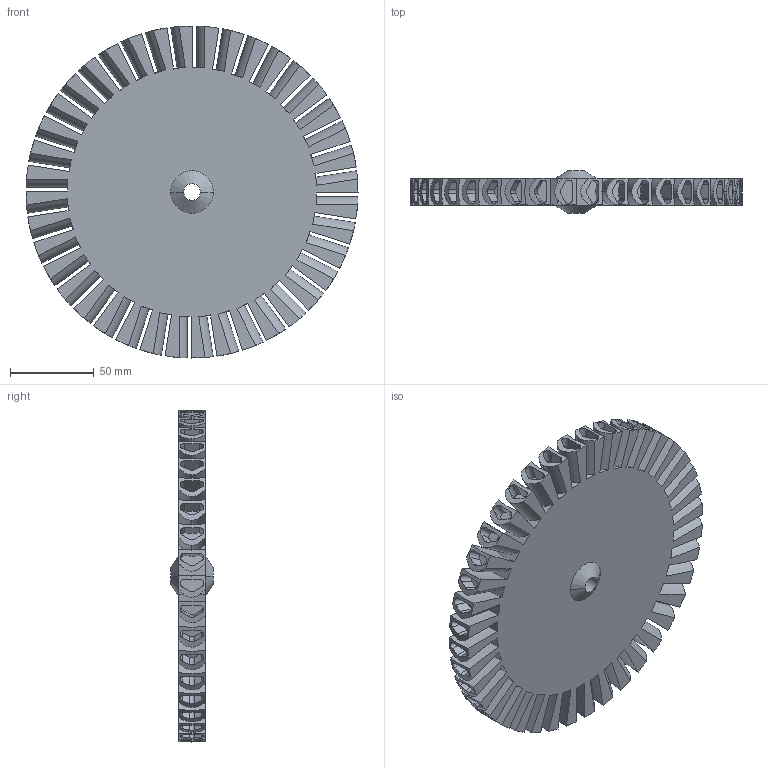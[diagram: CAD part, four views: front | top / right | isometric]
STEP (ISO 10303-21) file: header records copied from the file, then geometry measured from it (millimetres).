
FILE_DESCRIPTION (( 'STEP AP214' ), '1' );
FILE_NAME ('[TP] [Turb] Rotor52.STEP', '2024-05-10T02:40:08', ( '' ), ( '' ), 'SwSTEP 2.0', 'SolidWorks 2023', '' );
FILE_SCHEMA (( 'AUTOMOTIVE_DESIGN' ));
Length unit declared in the file: inch
Products named in the file (1): [TP] [Turb] Rotor52
Bounding box: 198.73 x 25.4 x 198.73 mm (x, y, z)
Volume: 394057.2 mm3; surface area: 107555.7 mm2
Topology: 1 solids, 1 shells, 568 faces, 1652 edges, 1126 vertices
Faces by surface type: cylinder 322, plane 162, bspline 80, cone 4
Entity records: 22208 total; most frequent: CARTESIAN_POINT 8264, ORIENTED_EDGE 3304, DIRECTION 2480, EDGE_CURVE 1652, VERTEX_POINT 1126, AXIS2_PLACEMENT_3D 897, LINE 686, VECTOR 686
